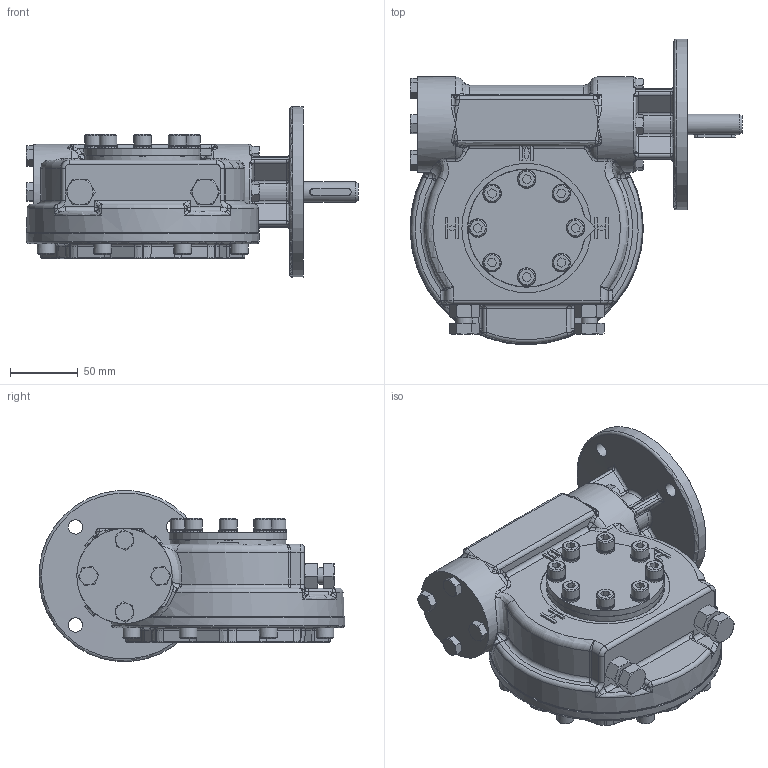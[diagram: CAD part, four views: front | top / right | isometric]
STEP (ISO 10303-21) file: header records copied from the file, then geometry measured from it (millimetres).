
FILE_DESCRIPTION(/* description */ ('Unknown'),/* implementation_level */ '2;1');
FILE_NAME(/* name */ 'PUB-IW3-N_SOLID_0-1',/* time_stamp */ '2019-11-12T13:45:40+00:00',/* author */ ('Unknown'),/* organization */ ('Unknown'),/* preprocessor_version */ 'ST-DEVELOPER v16.7',/* originating_system */ 'DEX',/* authorisation */ $);
FILE_SCHEMA (('AUTOMOTIVE_DESIGN {1 0 10303 214 3 1 1}'));
Products named in the file (1): PUB-IW3-N_SOLID_0-1
Bounding box: 244.13 x 224.79 x 125.52 mm (x, y, z)
Surface area: 169549.4 mm2 (no closed solid volume)
Topology: 0 solids, 1 shells, 1950 faces, 5127 edges, 3212 vertices
Faces by surface type: plane 1358, cone 188, bspline 153, cylinder 141, torus 82, sphere 28
Full cylindrical faces by diameter (mm): 8.376 x8, 10.5 x4, 12 x2, 13 x16, 13.5 x16, 15 x1, 15.2 x1, 58.7 x1, 60 x1, 70 x2, 85 x1, 95.25 x1, 126 x1
Entity records: 61958 total; most frequent: CARTESIAN_POINT 16254, ORIENTED_EDGE 9805, DIRECTION 8858, EDGE_CURVE 4904, VERTEX_POINT 3146, LINE 3070, VECTOR 3070, AXIS2_PLACEMENT_3D 2894
